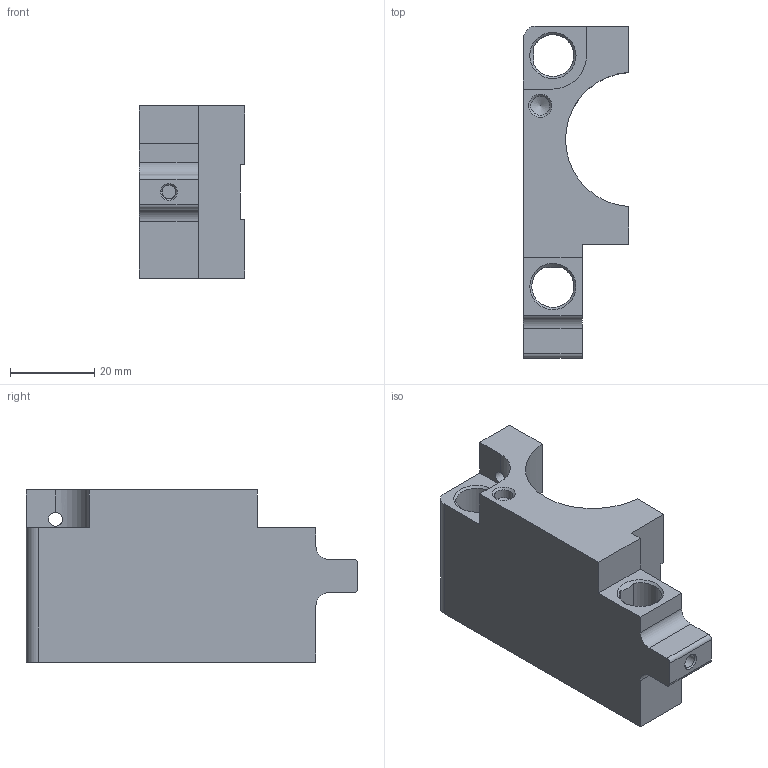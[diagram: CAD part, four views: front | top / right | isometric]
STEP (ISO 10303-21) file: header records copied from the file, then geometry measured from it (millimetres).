
FILE_DESCRIPTION(/* description */ (''),/* implementation_level */ '2;1');
FILE_NAME(/* name */ 'GETOUT_STAVE_120.stp',/* time_stamp */ '2018-09-20T14:10:43+02:00',/* author */ (''),/* organization */ (''),/* preprocessor_version */ 'ST-DEVELOPER v16.7',/* originating_system */ 'SIEMENS PLM Software NX 12.0',/* authorisation */ '');
FILE_SCHEMA (('AUTOMOTIVE_DESIGN { 1 0 10303 214 3 1 1 1 }'));
Length unit declared in the file: millimetre
Products named in the file (1): bezA730AE56cd2l
Bounding box: 25 x 79 x 41 mm (x, y, z)
Volume: 39445.8 mm3; surface area: 13135.3 mm2
Topology: 1 solids, 1 shells, 60 faces, 165 edges, 107 vertices
Faces by surface type: plane 29, cylinder 17, cone 14
Full cylindrical faces by diameter (mm): 3.3 x6, 4.5 x1
Entity records: 1949 total; most frequent: CARTESIAN_POINT 489, DIRECTION 293, ORIENTED_EDGE 268, EDGE_CURVE 134, AXIS2_PLACEMENT_3D 106, VERTEX_POINT 100, EDGE_LOOP 91, LINE 81
